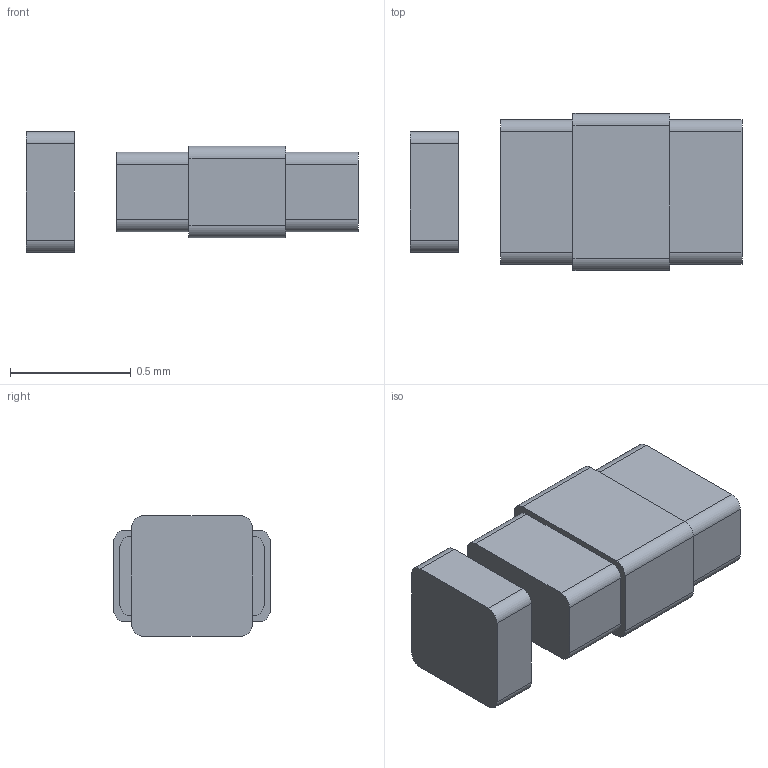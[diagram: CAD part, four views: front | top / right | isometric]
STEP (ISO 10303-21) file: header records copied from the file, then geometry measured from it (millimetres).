
FILE_DESCRIPTION (( 'STEP AP214' ), '1' );
FILE_NAME ('COMSOL_Assembly.STEP', '2024-06-26T21:47:51', ( '' ), ( '' ), 'SwSTEP 2.0', 'SolidWorks 2023', '' );
FILE_SCHEMA (( 'AUTOMOTIVE_DESIGN' ));
Length unit declared in the file: millimetre
Products named in the file (4): COMSOL_Coil; COMSOL_Core; COMSOL_Assembly; COMSOL_Magnet
Assembly tree (3 placements, depth 2):
  COMSOL_Assembly
    COMSOL_Coil
    COMSOL_Core
    COMSOL_Magnet
Bounding box: 1.38 x 0.65 x 0.5 mm (x, y, z)
Volume: 0.3 mm3; surface area: 4.6 mm2
Topology: 3 solids, 3 shells, 38 faces, 96 edges, 64 vertices
Faces by surface type: plane 22, cylinder 16
Entity records: 1277 total; most frequent: DIRECTION 216, CARTESIAN_POINT 204, ORIENTED_EDGE 192, EDGE_CURVE 96, AXIS2_PLACEMENT_3D 76, LINE 64, VECTOR 64, VERTEX_POINT 64
